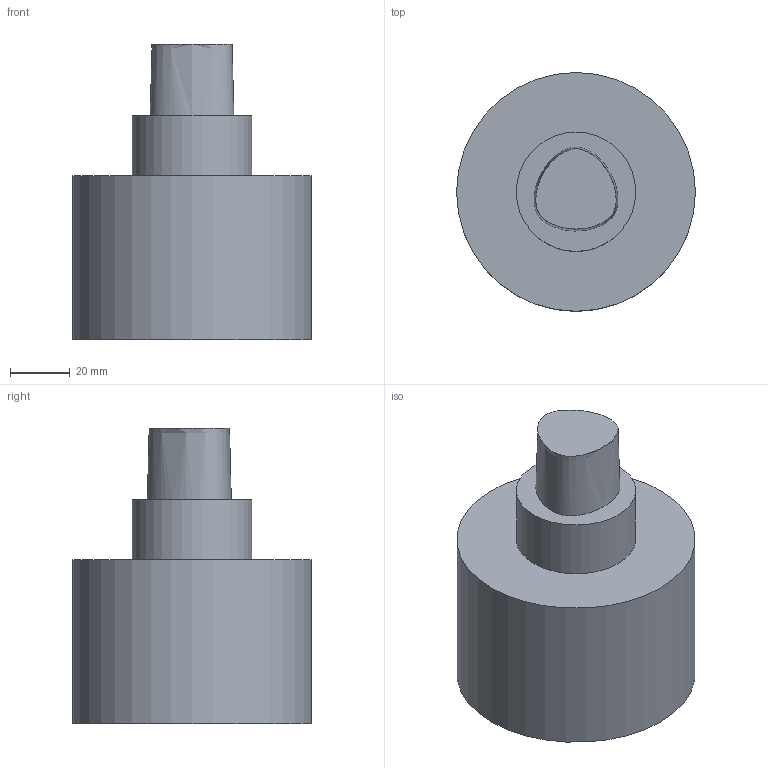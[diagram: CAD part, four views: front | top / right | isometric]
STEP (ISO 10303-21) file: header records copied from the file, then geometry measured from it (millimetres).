
FILE_DESCRIPTION(/* description */ (''),/* implementation_level */ '2;1');
FILE_NAME(/* name */ '204675501ndi000_00.stp',/* time_stamp */ '2023-05-10T14:07:35+02:00',/* author */ (''),/* organization */ (''),/* preprocessor_version */ 'ST-DEVELOPER v16.7',/* originating_system */ 'SIEMENS PLM Software NX 12.0',/* authorisation */ '');
FILE_SCHEMA (('AUTOMOTIVE_DESIGN { 1 0 10303 214 3 1 1 1 }'));
Length unit declared in the file: millimetre
Products named in the file (1): kl623C204D77ffpu
Bounding box: 80 x 80 x 99 mm (x, y, z)
Volume: 315646.5 mm3; surface area: 28413.2 mm2
Topology: 1 solids, 1 shells, 7 faces, 12 edges, 9 vertices
Faces by surface type: plane 4, cylinder 2, bspline 1
Full cylindrical faces by diameter (mm): 40 x1, 80 x1
Entity records: 595 total; most frequent: CARTESIAN_POINT 409, DIRECTION 30, ORIENTED_EDGE 18, AXIS2_PLACEMENT_3D 14, EDGE_LOOP 13, FACE_BOUND 11, VERTEX_POINT 10, EDGE_CURVE 9
